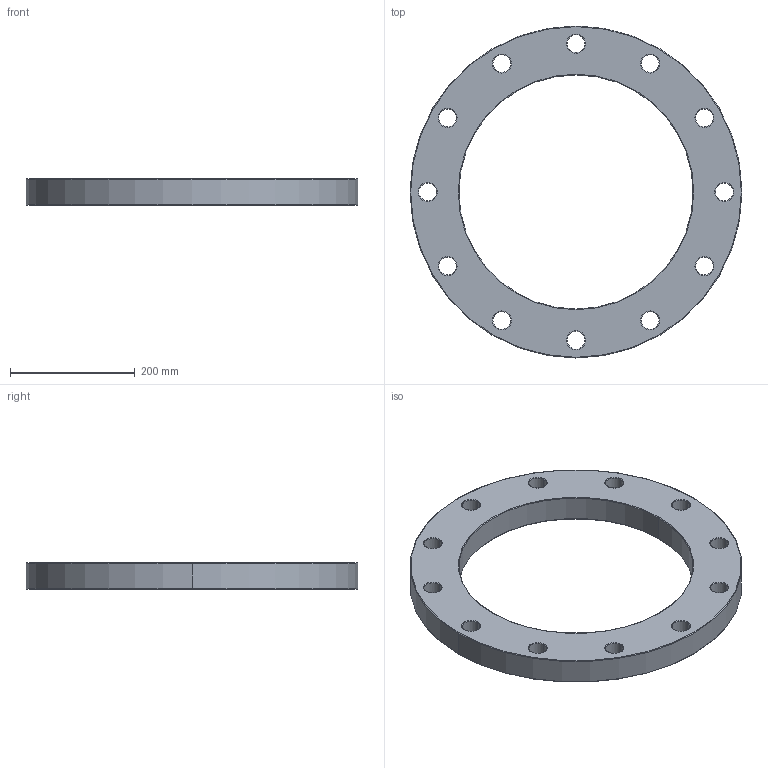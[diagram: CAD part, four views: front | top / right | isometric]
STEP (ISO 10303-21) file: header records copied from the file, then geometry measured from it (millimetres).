
FILE_DESCRIPTION (( 'STEP AP203' ), '1' );
FILE_NAME ('Backing Flange ANSI_001 530 7121 0355.step', '2022-12-21T13:30:51', ( '' ), ( '' ), 'SwSTEP 2.0', 'SolidWorks 2021', '' );
FILE_SCHEMA (( 'CONFIG_CONTROL_DESIGN' ));
Length unit declared in the file: millimetre
Products named in the file (1): Backing Flange ANSI_001 530 7121 0355
Bounding box: 533 x 533 x 42 mm (x, y, z)
Volume: 4384418.5 mm3; surface area: 370565.1 mm2
Topology: 1 solids, 1 shells, 86 faces, 196 edges, 112 vertices
Faces by surface type: torus 56, cylinder 28, plane 2
Entity records: 2589 total; most frequent: DIRECTION 538, CARTESIAN_POINT 395, ORIENTED_EDGE 392, AXIS2_PLACEMENT_3D 255, EDGE_CURVE 196, CIRCLE 168, VERTEX_POINT 112, EDGE_LOOP 112
